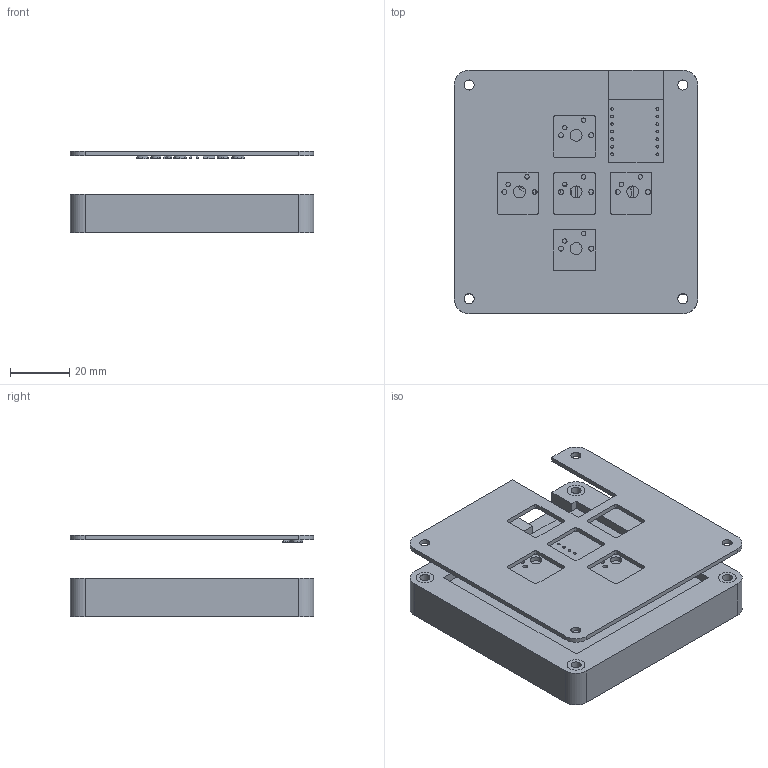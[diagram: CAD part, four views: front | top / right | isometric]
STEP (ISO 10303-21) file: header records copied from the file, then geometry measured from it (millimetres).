
FILE_DESCRIPTION(/* description */ ('STEP AP242','CAx-IF Rec.Pracs.---Representation and Presentation of Product Manufacturing Information (PMI)---4.0---2014-10-13','CAx-IF Rec.Pracs.---3D Tessellated Geometry---0.4---2014-09-14','2;1'),/* implementation_level */ '2;1');
FILE_NAME(/* name */ '67dbb360e8cfed7b2d383ea5',/* time_stamp */ '2025-03-20T06:19:13Z',/* author */ (''),/* organization */ (''),/* preprocessor_version */ 'ST-DEVELOPER v20',/* originating_system */ 'ONSHAPE BY PTC INC, 1.195',/* authorisation */ ' ');
FILE_SCHEMA (('AP242_MANAGED_MODEL_BASED_3D_ENGINEERING_MIM_LF { 1 0 10303 442 1 1 4 }'));
Length unit declared in the file: metre
Products named in the file (8): Assembly 1; Part 3; Hackpad_PCB; Part 4; Part 2; Part 1; Part 5
Assembly tree (7 placements, depth 2):
  Assembly 1
    Part 3
    Hackpad_PCB
    Part 4
    Part 2
    Part 1
    Part 5
    Part 1
Bounding box: 81.93 x 81.95 x 27.35 mm (x, y, z)
Volume: 63361.7 mm3; surface area: 41910.4 mm2
Topology: 7 solids, 7 shells, 472 faces, 1284 edges, 856 vertices
Faces by surface type: plane 187, bspline 176, cylinder 109
Full cylindrical faces by diameter (mm): 0.889 x14, 1.5 x10, 1.7 x10, 3.2 x2, 3.4 x10, 4 x5, 6 x8, 6.9 x2
Entity records: 15619 total; most frequent: CARTESIAN_POINT 4495, ORIENTED_EDGE 2446, DIRECTION 1697, EDGE_CURVE 1223, VERTEX_POINT 856, EDGE_LOOP 679, FACE_BOUND 679, LINE 653
